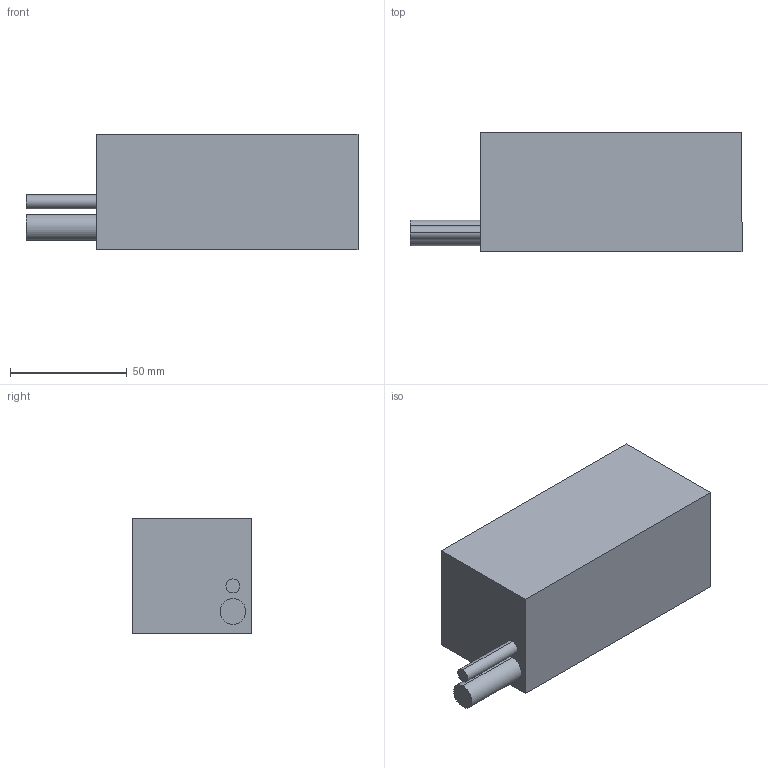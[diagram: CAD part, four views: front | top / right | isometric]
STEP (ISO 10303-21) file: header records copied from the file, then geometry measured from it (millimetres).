
FILE_DESCRIPTION (( 'STEP AP203' ), '1' );
FILE_NAME ('ZW8-H30-1.step', '2022-05-31T03:19:57', ( '' ), ( '' ), 'SwSTEP 2.0', 'SolidWorks 2020', '' );
FILE_SCHEMA (( 'CONFIG_CONTROL_DESIGN' ));
Length unit declared in the file: millimetre
Products named in the file (1): ZW8-H30-1
Bounding box: 142 x 51 x 49.3 mm (x, y, z)
Volume: 284808.7 mm3; surface area: 29547.3 mm2
Topology: 1 solids, 1 shells, 36 faces, 84 edges, 46 vertices
Faces by surface type: cylinder 16, cone 12, plane 8
Entity records: 1017 total; most frequent: DIRECTION 178, CARTESIAN_POINT 155, ORIENTED_EDGE 144, EDGE_CURVE 72, AXIS2_PLACEMENT_3D 69, VERTEX_POINT 46, EDGE_LOOP 44, LINE 40
